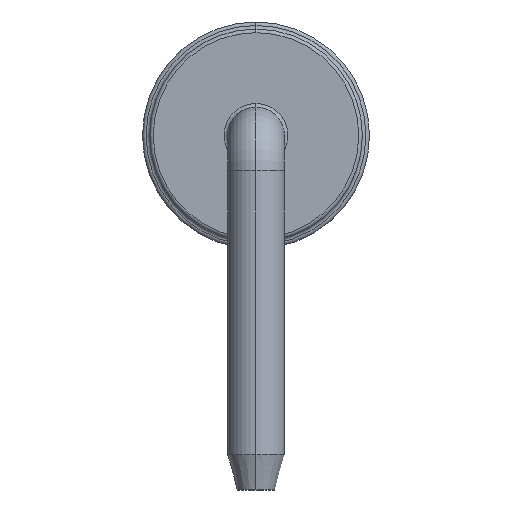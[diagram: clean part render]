
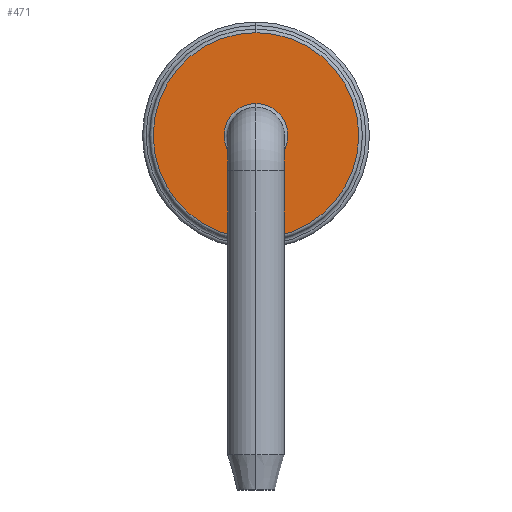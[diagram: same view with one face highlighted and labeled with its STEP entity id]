
A CAD part, left-side view. The second image highlights one B-rep face of the part: STEP entity #471.
In plain terms, the highlighted planar face has unit normal (-1, 0, 0).
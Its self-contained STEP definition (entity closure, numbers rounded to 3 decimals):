
#25 = DIRECTION ( 'NONE',  ( 0., 0., -1. ) ) ;
#33 = CIRCLE ( 'NONE', #1409, 1.45 ) ;
#39 = AXIS2_PLACEMENT_3D ( 'NONE', #448, #1257, #565 ) ;
#113 = ORIENTED_EDGE ( 'NONE', *, *, #932, .T. ) ;
#140 = VERTEX_POINT ( 'NONE', #521 ) ;
#145 = ORIENTED_EDGE ( 'NONE', *, *, #798, .T. ) ;
#266 = AXIS2_PLACEMENT_3D ( 'NONE', #1175, #480, #1287 ) ;
#437 = AXIS2_PLACEMENT_3D ( 'NONE', #1195, #505, #1302 ) ;
#448 = CARTESIAN_POINT ( 'NONE',  ( 0., 0., 0. ) ) ;
#461 = DIRECTION ( 'NONE',  ( 0., 0., -1. ) ) ;
#471 = ADVANCED_FACE ( 'NONE', ( #1320, #752 ), #709, .F. ) ;
#480 = DIRECTION ( 'NONE',  ( 1., 0., 0. ) ) ;
#505 = DIRECTION ( 'NONE',  ( 1., 0., 0. ) ) ;
#521 = CARTESIAN_POINT ( 'NONE',  ( 0., 0., 1.45 ) ) ;
#565 = DIRECTION ( 'NONE',  ( 0., 0., -1. ) ) ;
#623 = EDGE_LOOP ( 'NONE', ( #145, #1065 ) ) ;
#641 = ORIENTED_EDGE ( 'NONE', *, *, #1014, .T. ) ;
#709 = PLANE ( 'NONE',  #266 ) ;
#717 = DIRECTION ( 'NONE',  ( 1., 0., 0. ) ) ;
#718 = VERTEX_POINT ( 'NONE', #1334 ) ;
#752 = FACE_BOUND ( 'NONE', #1028, .T. ) ;
#777 = DIRECTION ( 'NONE',  ( -1., 0., 0. ) ) ;
#778 = AXIS2_PLACEMENT_3D ( 'NONE', #1398, #717, #25 ) ;
#798 = EDGE_CURVE ( 'NONE', #804, #140, #33, .T. ) ;
#804 = VERTEX_POINT ( 'NONE', #1344 ) ;
#931 = VERTEX_POINT ( 'NONE', #1283 ) ;
#932 = EDGE_CURVE ( 'NONE', #931, #718, #1305, .T. ) ;
#951 = CIRCLE ( 'NONE', #437, 0.45 ) ;
#986 = CIRCLE ( 'NONE', #39, 1.45 ) ;
#1014 = EDGE_CURVE ( 'NONE', #718, #931, #951, .T. ) ;
#1028 = EDGE_LOOP ( 'NONE', ( #113, #641 ) ) ;
#1065 = ORIENTED_EDGE ( 'NONE', *, *, #1282, .T. ) ;
#1175 = CARTESIAN_POINT ( 'NONE',  ( 0., 0., 0. ) ) ;
#1195 = CARTESIAN_POINT ( 'NONE',  ( 0., 0., 0. ) ) ;
#1257 = DIRECTION ( 'NONE',  ( -1., 0., 0. ) ) ;
#1282 = EDGE_CURVE ( 'NONE', #140, #804, #986, .T. ) ;
#1283 = CARTESIAN_POINT ( 'NONE',  ( 0., 0., -0.45 ) ) ;
#1287 = DIRECTION ( 'NONE',  ( 0., 0., -1. ) ) ;
#1302 = DIRECTION ( 'NONE',  ( 0., 0., -1. ) ) ;
#1305 = CIRCLE ( 'NONE', #778, 0.45 ) ;
#1320 = FACE_OUTER_BOUND ( 'NONE', #623, .T. ) ;
#1334 = CARTESIAN_POINT ( 'NONE',  ( 0., 0., 0.45 ) ) ;
#1344 = CARTESIAN_POINT ( 'NONE',  ( 0., 0., -1.45 ) ) ;
#1398 = CARTESIAN_POINT ( 'NONE',  ( 0., 0., 0. ) ) ;
#1409 = AXIS2_PLACEMENT_3D ( 'NONE', #1454, #777, #461 ) ;
#1454 = CARTESIAN_POINT ( 'NONE',  ( 0., 0., 0. ) ) ;
